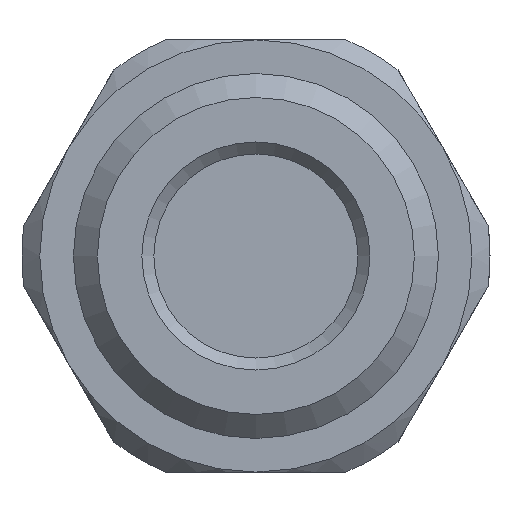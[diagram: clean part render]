
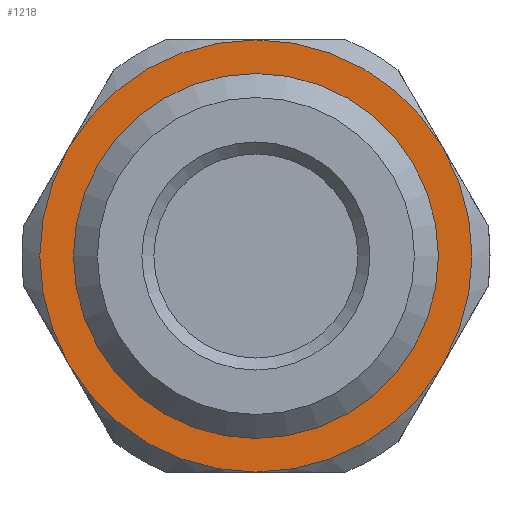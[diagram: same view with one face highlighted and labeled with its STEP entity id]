
A CAD part, front view. The second image highlights one B-rep face of the part: STEP entity #1218.
In plain terms, the highlighted planar face has unit normal (0, -1, 0).
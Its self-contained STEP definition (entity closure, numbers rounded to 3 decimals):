
#99=FACE_BOUND('',#207,.T.);
#129=FACE_OUTER_BOUND('',#206,.T.);
#206=EDGE_LOOP('',(#885,#886,#887,#888,#889,#890));
#207=EDGE_LOOP('',(#891));
#302=CIRCLE('',#1357,9.);
#303=CIRCLE('',#1358,9.);
#304=CIRCLE('',#1359,9.);
#305=CIRCLE('',#1360,9.);
#306=CIRCLE('',#1361,9.);
#307=CIRCLE('',#1362,9.);
#308=CIRCLE('',#1363,7.6);
#521=VERTEX_POINT('',#2006);
#522=VERTEX_POINT('',#2007);
#523=VERTEX_POINT('',#2009);
#524=VERTEX_POINT('',#2011);
#525=VERTEX_POINT('',#2013);
#526=VERTEX_POINT('',#2015);
#527=VERTEX_POINT('',#2018);
#653=EDGE_CURVE('',#521,#522,#302,.T.);
#654=EDGE_CURVE('',#522,#523,#303,.T.);
#655=EDGE_CURVE('',#523,#524,#304,.T.);
#656=EDGE_CURVE('',#524,#525,#305,.T.);
#657=EDGE_CURVE('',#525,#526,#306,.T.);
#658=EDGE_CURVE('',#526,#521,#307,.T.);
#659=EDGE_CURVE('',#527,#527,#308,.T.);
#885=ORIENTED_EDGE('',*,*,#653,.T.);
#886=ORIENTED_EDGE('',*,*,#654,.T.);
#887=ORIENTED_EDGE('',*,*,#655,.T.);
#888=ORIENTED_EDGE('',*,*,#656,.T.);
#889=ORIENTED_EDGE('',*,*,#657,.T.);
#890=ORIENTED_EDGE('',*,*,#658,.T.);
#891=ORIENTED_EDGE('',*,*,#659,.F.);
#1104=PLANE('',#1356);
#1218=ADVANCED_FACE('',(#129,#99),#1104,.T.);
#1356=AXIS2_PLACEMENT_3D('',#2005,#1610,#1611);
#1357=AXIS2_PLACEMENT_3D('',#2008,#1612,#1613);
#1358=AXIS2_PLACEMENT_3D('',#2010,#1614,#1615);
#1359=AXIS2_PLACEMENT_3D('',#2012,#1616,#1617);
#1360=AXIS2_PLACEMENT_3D('',#2014,#1618,#1619);
#1361=AXIS2_PLACEMENT_3D('',#2016,#1620,#1621);
#1362=AXIS2_PLACEMENT_3D('',#2017,#1622,#1623);
#1363=AXIS2_PLACEMENT_3D('',#2019,#1624,#1625);
#1610=DIRECTION('center_axis',(0.,-1.,0.));
#1611=DIRECTION('ref_axis',(0.,0.,
1.));
#1612=DIRECTION('center_axis',(0.,-1.,0.));
#1613=DIRECTION('ref_axis',(1.,0.,0.));
#1614=DIRECTION('center_axis',(0.,-1.,0.));
#1615=DIRECTION('ref_axis',(1.,0.,0.));
#1616=DIRECTION('center_axis',(0.,-1.,0.));
#1617=DIRECTION('ref_axis',(1.,0.,0.));
#1618=DIRECTION('center_axis',(0.,-1.,0.));
#1619=DIRECTION('ref_axis',(1.,0.,0.));
#1620=DIRECTION('center_axis',(0.,-1.,0.));
#1621=DIRECTION('ref_axis',(1.,0.,0.));
#1622=DIRECTION('center_axis',(0.,-1.,0.));
#1623=DIRECTION('ref_axis',(1.,0.,0.));
#1624=DIRECTION('center_axis',(0.,-1.,0.));
#1625=DIRECTION('ref_axis',(-1.,0.,0.));
#2005=CARTESIAN_POINT('Origin',(8.884,-8.09,0.));
#2006=CARTESIAN_POINT('',(8.679,-8.09,-4.5));
#2007=CARTESIAN_POINT('',(8.679,-8.09,4.5));
#2008=CARTESIAN_POINT('Origin',(0.884,-8.09,0.));
#2009=CARTESIAN_POINT('',(0.884,-8.09,9.));
#2010=CARTESIAN_POINT('Origin',(0.884,-8.09,0.));
#2011=CARTESIAN_POINT('',(-6.91,-8.09,4.5));
#2012=CARTESIAN_POINT('Origin',(0.884,-8.09,0.));
#2013=CARTESIAN_POINT('',(-6.91,-8.09,-4.5));
#2014=CARTESIAN_POINT('Origin',(0.884,-8.09,0.));
#2015=CARTESIAN_POINT('',(0.884,-8.09,-9.));
#2016=CARTESIAN_POINT('Origin',(0.884,-8.09,0.));
#2017=CARTESIAN_POINT('Origin',(0.884,-8.09,0.));
#2018=CARTESIAN_POINT('',(8.484,-8.09,0.));
#2019=CARTESIAN_POINT('Origin',(0.884,-8.09,0.));
